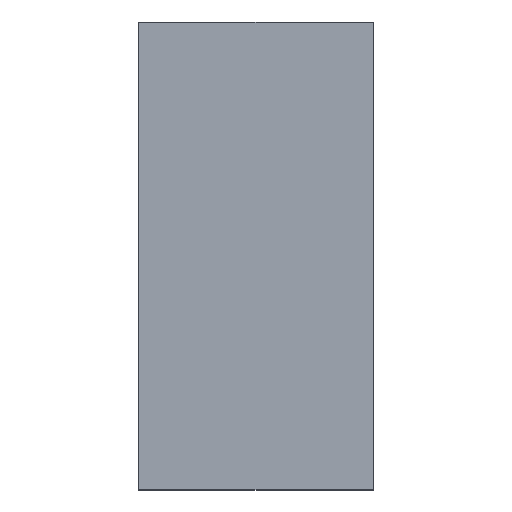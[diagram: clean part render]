
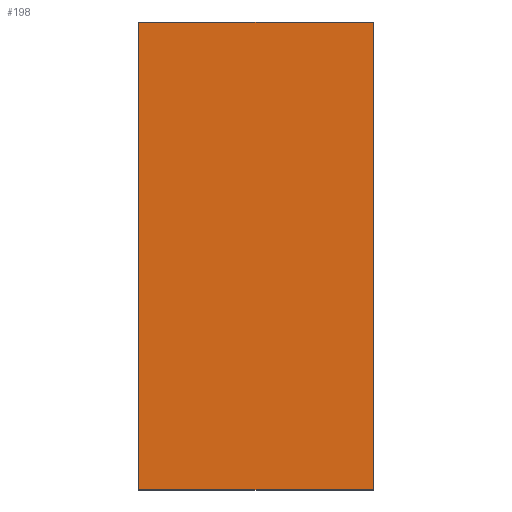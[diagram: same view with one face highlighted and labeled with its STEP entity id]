
A CAD part, top view. The second image highlights one B-rep face of the part: STEP entity #198.
In plain terms, the highlighted planar face has unit normal (0, 0, 1).
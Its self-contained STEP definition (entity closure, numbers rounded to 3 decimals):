
#10 = EDGE_CURVE ( 'NONE', #58, #62, #131, .T. ) ;
#16 = DIRECTION ( 'NONE',  ( -1., 0., 0. ) ) ;
#17 = ORIENTED_EDGE ( 'NONE', *, *, #206, .F. ) ;
#20 = LINE ( 'NONE', #203, #130 ) ;
#58 = VERTEX_POINT ( 'NONE', #142 ) ;
#61 = LINE ( 'NONE', #126, #88 ) ;
#62 = VERTEX_POINT ( 'NONE', #195 ) ;
#65 = VERTEX_POINT ( 'NONE', #79 ) ;
#68 = DIRECTION ( 'NONE',  ( 0., 0., -1. ) ) ;
#74 = VECTOR ( 'NONE', #194, 1000. ) ;
#79 = CARTESIAN_POINT ( 'NONE',  ( -625., 1250., 2. ) ) ;
#86 = DIRECTION ( 'NONE',  ( 0., 1., 0. ) ) ;
#88 = VECTOR ( 'NONE', #16, 1000. ) ;
#93 = ORIENTED_EDGE ( 'NONE', *, *, #114, .F. ) ;
#106 = DIRECTION ( 'NONE',  ( 1., 0., 0. ) ) ;
#109 = ORIENTED_EDGE ( 'NONE', *, *, #10, .F. ) ;
#114 = EDGE_CURVE ( 'NONE', #65, #58, #207, .T. ) ;
#121 = AXIS2_PLACEMENT_3D ( 'NONE', #163, #68, #149 ) ;
#126 = CARTESIAN_POINT ( 'NONE',  ( 0., -1250., 2. ) ) ;
#130 = VECTOR ( 'NONE', #86, 1000. ) ;
#131 = LINE ( 'NONE', #176, #74 ) ;
#134 = ORIENTED_EDGE ( 'NONE', *, *, #140, .F. ) ;
#140 = EDGE_CURVE ( 'NONE', #192, #65, #20, .T. ) ;
#142 = CARTESIAN_POINT ( 'NONE',  ( 625., 1250., 2. ) ) ;
#146 = VECTOR ( 'NONE', #106, 1000. ) ;
#149 = DIRECTION ( 'NONE',  ( -1., 0., 0. ) ) ;
#163 = CARTESIAN_POINT ( 'NONE',  ( 0., 0., 2. ) ) ;
#165 = PLANE ( 'NONE',  #121 ) ;
#176 = CARTESIAN_POINT ( 'NONE',  ( 625., 0., 2. ) ) ;
#182 = CARTESIAN_POINT ( 'NONE',  ( 0., 1250., 2. ) ) ;
#192 = VERTEX_POINT ( 'NONE', #236 ) ;
#194 = DIRECTION ( 'NONE',  ( 0., -1., 0. ) ) ;
#195 = CARTESIAN_POINT ( 'NONE',  ( 625., -1250., 2. ) ) ;
#198 = ADVANCED_FACE ( 'NONE', ( #202 ), #165, .F. ) ;
#202 = FACE_OUTER_BOUND ( 'NONE', #219, .T. ) ;
#203 = CARTESIAN_POINT ( 'NONE',  ( -625., 0., 2. ) ) ;
#206 = EDGE_CURVE ( 'NONE', #62, #192, #61, .T. ) ;
#207 = LINE ( 'NONE', #182, #146 ) ;
#219 = EDGE_LOOP ( 'NONE', ( #93, #134, #17, #109 ) ) ;
#236 = CARTESIAN_POINT ( 'NONE',  ( -625., -1250., 2. ) ) ;
